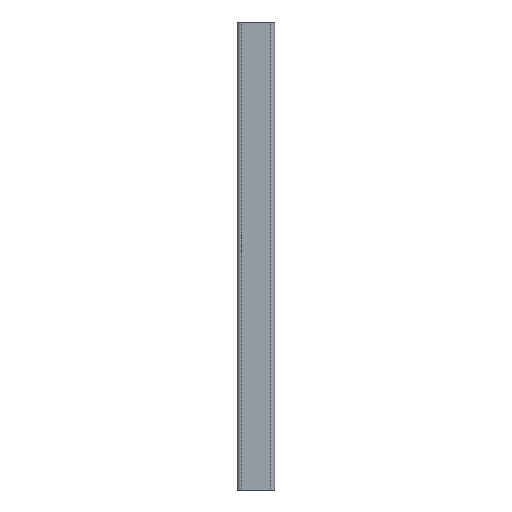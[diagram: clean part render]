
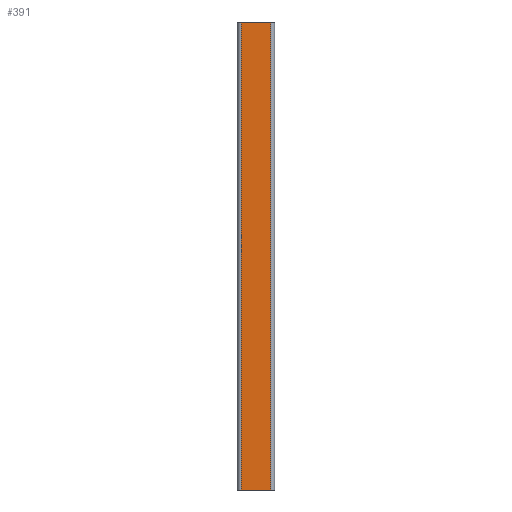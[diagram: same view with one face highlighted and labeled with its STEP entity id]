
A CAD part, front view. The second image highlights one B-rep face of the part: STEP entity #391.
In plain terms, the highlighted planar face has unit normal (0, -1, 0).
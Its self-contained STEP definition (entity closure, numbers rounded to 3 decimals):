
#58 = VERTEX_POINT ( 'NONE', #447 ) ;
#63 = EDGE_CURVE ( 'NONE', #58, #71, #543, .T. ) ;
#71 = VERTEX_POINT ( 'NONE', #537 ) ;
#222 = EDGE_CURVE ( 'NONE', #58, #351, #831, .T. ) ;
#233 = EDGE_CURVE ( 'NONE', #71, #352, #689, .T. ) ;
#349 = EDGE_CURVE ( 'NONE', #351, #352, #889, .T. ) ;
#351 = VERTEX_POINT ( 'NONE', #879 ) ;
#352 = VERTEX_POINT ( 'NONE', #878 ) ;
#370 = ORIENTED_EDGE ( 'NONE', *, *, #222, .T. ) ;
#371 = ORIENTED_EDGE ( 'NONE', *, *, #63, .F. ) ;
#389 = EDGE_LOOP ( 'NONE', ( #392, #390, #371, #370 ) ) ;
#390 = ORIENTED_EDGE ( 'NONE', *, *, #233, .F. ) ;
#391 = ADVANCED_FACE ( 'NONE', ( #984 ), #1037, .F. ) ;
#392 = ORIENTED_EDGE ( 'NONE', *, *, #349, .T. ) ;
#447 = CARTESIAN_POINT ( 'NONE',  ( -25170.534, -20794.187, 500. ) ) ;
#537 = CARTESIAN_POINT ( 'NONE',  ( -25138.534, -20794.187, 500. ) ) ;
#538 = DIRECTION ( 'NONE',  ( 1., 0., 0. ) ) ;
#539 = VECTOR ( 'NONE', #538, 1000. ) ;
#540 = CARTESIAN_POINT ( 'NONE',  ( -25170.534, -20794.187, 500. ) ) ;
#543 = LINE ( 'NONE', #540, #539 ) ;
#686 = DIRECTION ( 'NONE',  ( 0., 0., -1. ) ) ;
#687 = VECTOR ( 'NONE', #686, 1000. ) ;
#688 = CARTESIAN_POINT ( 'NONE',  ( -25138.534, -20794.187, 500. ) ) ;
#689 = LINE ( 'NONE', #688, #687 ) ;
#830 = VECTOR ( 'NONE', #858, 1000. ) ;
#831 = LINE ( 'NONE', #835, #830 ) ;
#835 = CARTESIAN_POINT ( 'NONE',  ( -25170.534, -20794.187, 500. ) ) ;
#858 = DIRECTION ( 'NONE',  ( 0., 0., -1. ) ) ;
#878 = CARTESIAN_POINT ( 'NONE',  ( -25138.534, -20794.187, 0. ) ) ;
#879 = CARTESIAN_POINT ( 'NONE',  ( -25170.534, -20794.187, 0. ) ) ;
#886 = DIRECTION ( 'NONE',  ( 1., 0., 0. ) ) ;
#887 = VECTOR ( 'NONE', #886, 1000. ) ;
#888 = CARTESIAN_POINT ( 'NONE',  ( -25170.534, -20794.187, 0. ) ) ;
#889 = LINE ( 'NONE', #888, #887 ) ;
#984 = FACE_OUTER_BOUND ( 'NONE', #389, .T. ) ;
#1028 = DIRECTION ( 'NONE',  ( 0., 0., 1. ) ) ;
#1029 = DIRECTION ( 'NONE',  ( 0., 1., 0. ) ) ;
#1030 = CARTESIAN_POINT ( 'NONE',  ( -25170.534, -20794.187, 500. ) ) ;
#1031 = AXIS2_PLACEMENT_3D ( 'NONE', #1030, #1029, #1028 ) ;
#1037 = PLANE ( 'NONE',  #1031 ) ;
